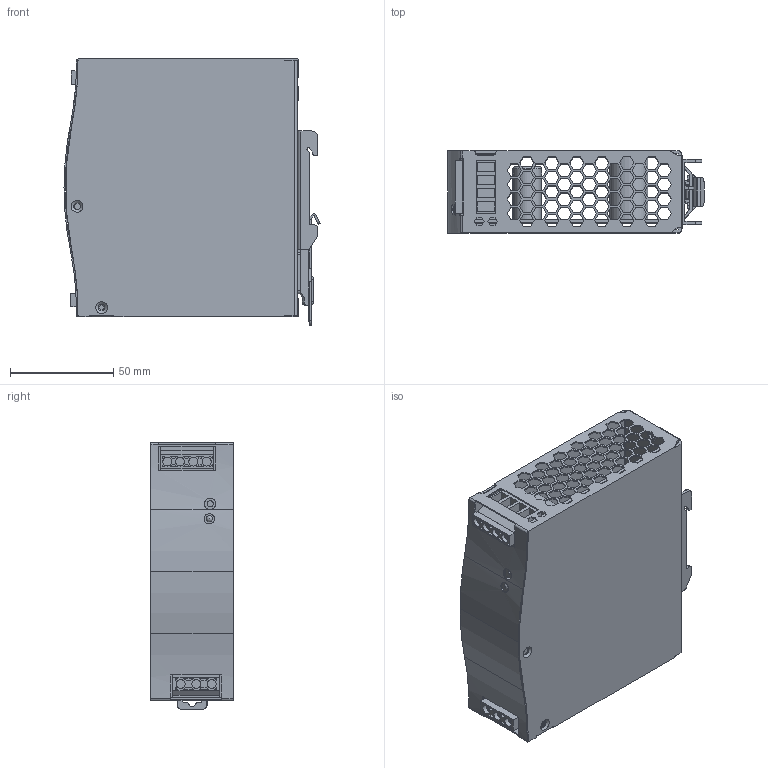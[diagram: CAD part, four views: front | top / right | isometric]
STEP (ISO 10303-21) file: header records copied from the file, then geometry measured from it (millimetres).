
FILE_DESCRIPTION(/* description */ ('Alibre Inc.'),/* implementation_level */ '2;1');
FILE_NAME(/* name */ 'export-8BAE128A-BD77-4649-90D8-0F8C5A7C2D10',/* time_stamp */ '2021-05-01T16:22:55+02:00',/* author */ (''),/* organization */ (''),/* preprocessor_version */ 'ST-DEVELOPER v17',/* originating_system */ 'Alibre',/* authorisation */ '');
FILE_SCHEMA (('AUTOMOTIVE_DESIGN'));
Length unit declared in the file: millimetre
Products named in the file (9): ¤ïÊl; ˋ°Ûy; a1; a2; f; p3; p1; 掛座小; NDR-120
Bounding box: 124.26 x 40 x 129.21 mm (x, y, z)
Volume: 114441.9 mm3; surface area: 138421 mm2
Topology: 5 solids, 5 shells, 1516 faces, 4432 edges, 2956 vertices
Faces by surface type: plane 1241, cylinder 238, cone 19, torus 18
Full cylindrical faces by diameter (mm): 1.94 x1, 2.65 x7, 3 x2, 3.37 x2, 3.4 x9, 3.5 x3, 4.27 x5, 4.3 x7, 5 x1, 5.5 x1, 13.5 x3, 18.5 x1
Entity records: 49996 total; most frequent: CARTESIAN_POINT 9702, ORIENTED_EDGE 8864, DIRECTION 6741, EDGE_CURVE 4432, VECTOR 3793, LINE 3793, VERTEX_POINT 2956, AXIS2_PLACEMENT_3D 2096
